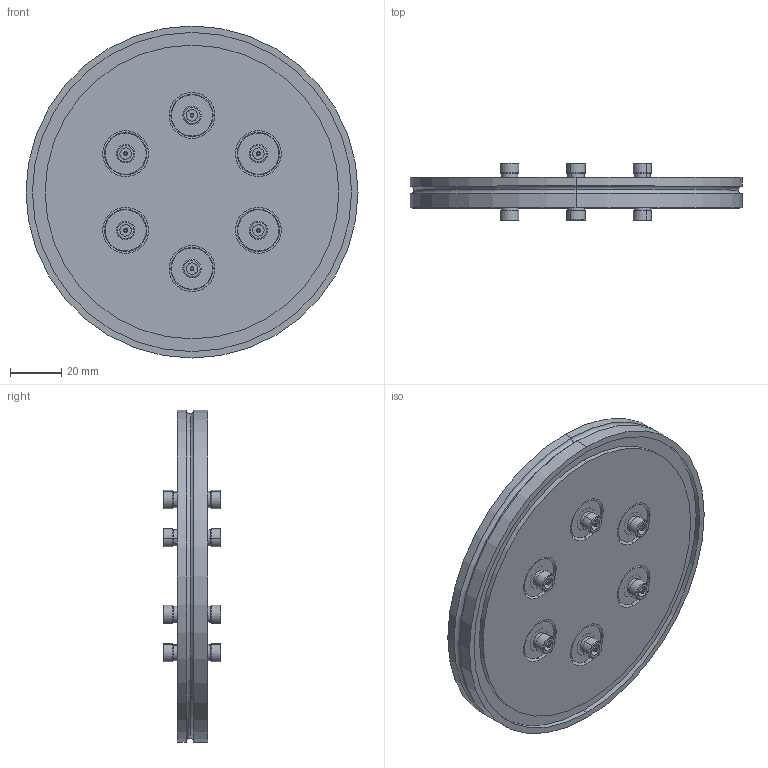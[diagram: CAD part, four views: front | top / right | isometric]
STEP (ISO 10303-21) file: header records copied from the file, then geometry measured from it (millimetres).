
FILE_DESCRIPTION (( 'STEP AP214' ), '1' );
FILE_NAME ('242-SMADF50-ISO100-6.STEP', '2021-03-15T09:42:21', ( '' ), ( '' ), 'SwSTEP 2.0', 'SolidWorks 2017', '' );
FILE_SCHEMA (( 'AUTOMOTIVE_DESIGN' ));
Length unit declared in the file: millimetre
Products named in the file (3): 9441-ISO100-16.5-6_DN100 ISO-K; 242-SMADF50; 242-SMADF50-ISO100-6
Assembly tree (7 placements, depth 2):
  242-SMADF50-ISO100-6
    9441-ISO100-16.5-6_DN100 ISO-K
    242-SMADF50  x6
Bounding box: 130 x 22.5 x 130 mm (x, y, z)
Volume: 138369.6 mm3; surface area: 49986.1 mm2
Topology: 19 solids, 19 shells, 352 faces, 714 edges, 458 vertices
Faces by surface type: cylinder 204, plane 96, cone 48, torus 4
Entity records: 3534 total; most frequent: DIRECTION 580, CARTESIAN_POINT 464, ORIENTED_EDGE 428, AXIS2_PLACEMENT_3D 254, EDGE_CURVE 214, CIRCLE 142, VERTEX_POINT 138, EDGE_LOOP 134
